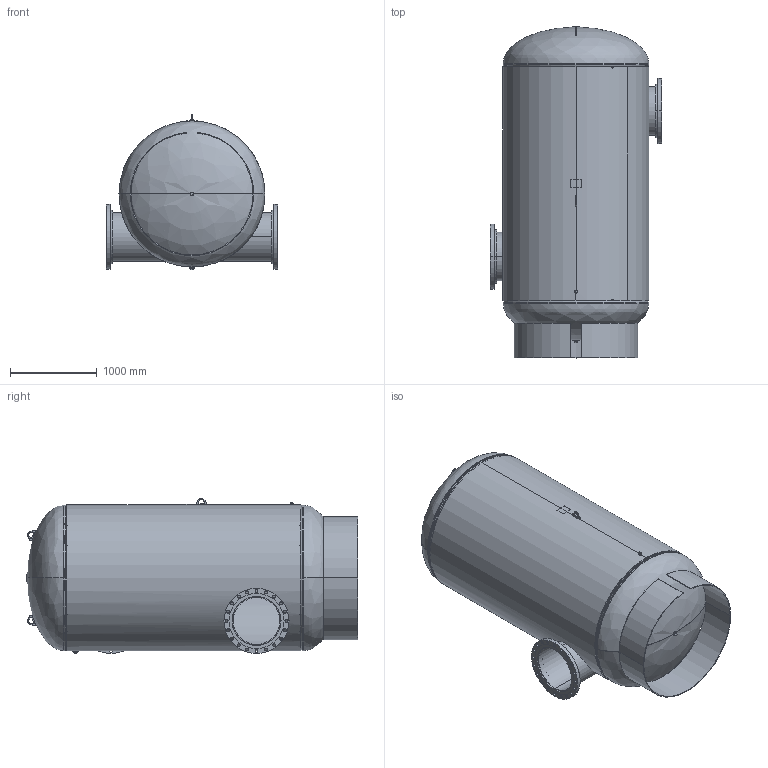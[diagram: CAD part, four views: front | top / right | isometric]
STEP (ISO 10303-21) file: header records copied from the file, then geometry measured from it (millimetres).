
FILE_DESCRIPTION (( 'STEP AP203' ), '1' );
FILE_NAME ('SPA-22.STEP', '2021-03-17T14:13:28', ( '' ), ( '' ), 'SwSTEP 2.0', 'SolidWorks 2021', '' );
FILE_SCHEMA (( 'CONFIG_CONTROL_DESIGN' ));
Length unit declared in the file: inch
Products named in the file (16): SPA-22; 9500040; 9400542; 9500070; 05022001; 9500080; 99Q0269; 9301195_32; 9201169; PLUGS_9500150; 9600830_66" VERT; 9461165; PLUGS_9500140; 9500050; PLUGS_9500170
Assembly tree (19 placements, depth 2):
  SPA-22
    05022001
    9201169
    9201169
    9500040
    9500050
    9500070
    9500080
    PLUGS_9500140
    PLUGS_9500150
    PLUGS_9500170
    9301195_32  x2
    9461165  x2
    9400542  x3
    99Q0269
    9600830_66" VERT
Bounding box: 1981.2 x 3823.15 x 1788.07 mm (x, y, z)
Volume: 239920947.5 mm3; surface area: 51156955 mm2
Topology: 19 solids, 19 shells, 479 faces, 1126 edges, 692 vertices
Faces by surface type: cylinder 260, plane 97, torus 76, cone 28, bspline 18
Entity records: 18129 total; most frequent: CARTESIAN_POINT 9206, DIRECTION 1618, ORIENTED_EDGE 1380, EDGE_CURVE 690, AXIS2_PLACEMENT_3D 677, VERTEX_POINT 428, CIRCLE 376, EDGE_LOOP 368
